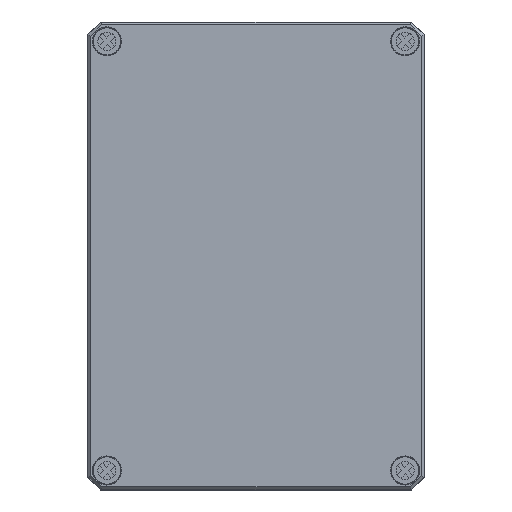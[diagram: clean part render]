
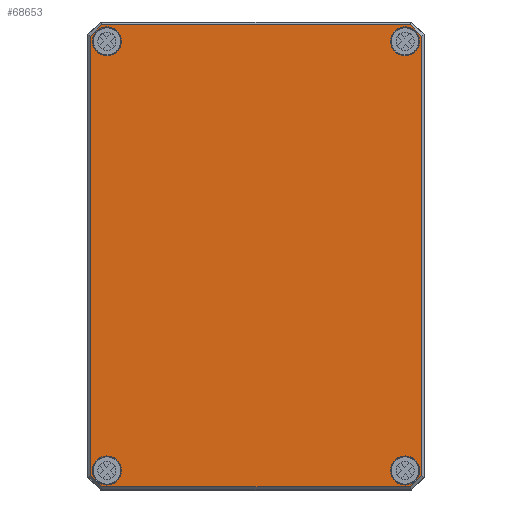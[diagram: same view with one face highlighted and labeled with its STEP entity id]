
A CAD part, top view. The second image highlights one B-rep face of the part: STEP entity #68653.
In plain terms, the highlighted planar face has unit normal (0, 0, 1).
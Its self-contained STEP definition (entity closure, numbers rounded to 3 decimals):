
#5038=FACE_BOUND('',#25290,.T.);
#5039=FACE_BOUND('',#25291,.T.);
#5040=FACE_BOUND('',#25292,.T.);
#5041=FACE_BOUND('',#25293,.T.);
#6440=PLANE('',#72929);
#11512=LINE('',#125002,#16819);
#11513=LINE('',#125004,#16820);
#11514=LINE('',#125006,#16821);
#11515=LINE('',#125008,#16822);
#11516=LINE('',#125010,#16823);
#11517=LINE('',#125012,#16824);
#11518=LINE('',#125014,#16825);
#11519=LINE('',#125015,#16826);
#16819=VECTOR('',#86281,10.);
#16820=VECTOR('',#86282,10.);
#16821=VECTOR('',#86283,10.);
#16822=VECTOR('',#86284,10.);
#16823=VECTOR('',#86285,10.);
#16824=VECTOR('',#86286,10.);
#16825=VECTOR('',#86287,10.);
#16826=VECTOR('',#86288,10.);
#21092=FACE_OUTER_BOUND('',#25289,.T.);
#25289=EDGE_LOOP('',(#63309,#63310,#63311,#63312,#63313,#63314,#63315,#63316));
#25290=EDGE_LOOP('',(#63317));
#25291=EDGE_LOOP('',(#63318));
#25292=EDGE_LOOP('',(#63319));
#25293=EDGE_LOOP('',(#63320));
#27290=CIRCLE('',#72927,5.599);
#27292=CIRCLE('',#72930,5.599);
#27293=CIRCLE('',#72931,5.599);
#27294=CIRCLE('',#72932,5.599);
#33811=VERTEX_POINT('',#124996);
#33812=VERTEX_POINT('',#125000);
#33813=VERTEX_POINT('',#125001);
#33814=VERTEX_POINT('',#125003);
#33815=VERTEX_POINT('',#125005);
#33816=VERTEX_POINT('',#125007);
#33817=VERTEX_POINT('',#125009);
#33818=VERTEX_POINT('',#125011);
#33819=VERTEX_POINT('',#125013);
#33820=VERTEX_POINT('',#125016);
#33821=VERTEX_POINT('',#125018);
#33822=VERTEX_POINT('',#125020);
#43699=EDGE_CURVE('',#33811,#33811,#27290,.T.);
#43701=EDGE_CURVE('',#33812,#33813,#11512,.T.);
#43702=EDGE_CURVE('',#33814,#33812,#11513,.T.);
#43703=EDGE_CURVE('',#33815,#33814,#11514,.T.);
#43704=EDGE_CURVE('',#33816,#33815,#11515,.T.);
#43705=EDGE_CURVE('',#33817,#33816,#11516,.T.);
#43706=EDGE_CURVE('',#33818,#33817,#11517,.T.);
#43707=EDGE_CURVE('',#33819,#33818,#11518,.T.);
#43708=EDGE_CURVE('',#33813,#33819,#11519,.T.);
#43709=EDGE_CURVE('',#33820,#33820,#27292,.T.);
#43710=EDGE_CURVE('',#33821,#33821,#27293,.T.);
#43711=EDGE_CURVE('',#33822,#33822,#27294,.T.);
#63309=ORIENTED_EDGE('',*,*,#43701,.F.);
#63310=ORIENTED_EDGE('',*,*,#43702,.F.);
#63311=ORIENTED_EDGE('',*,*,#43703,.F.);
#63312=ORIENTED_EDGE('',*,*,#43704,.F.);
#63313=ORIENTED_EDGE('',*,*,#43705,.F.);
#63314=ORIENTED_EDGE('',*,*,#43706,.F.);
#63315=ORIENTED_EDGE('',*,*,#43707,.F.);
#63316=ORIENTED_EDGE('',*,*,#43708,.F.);
#63317=ORIENTED_EDGE('',*,*,#43709,.F.);
#63318=ORIENTED_EDGE('',*,*,#43710,.F.);
#63319=ORIENTED_EDGE('',*,*,#43711,.F.);
#63320=ORIENTED_EDGE('',*,*,#43699,.F.);
#68653=ADVANCED_FACE('',(#21092,#5038,#5039,#5040,#5041),#6440,.T.);
#72927=AXIS2_PLACEMENT_3D('',#124997,#86275,#86276);
#72929=AXIS2_PLACEMENT_3D('',#124999,#86279,#86280);
#72930=AXIS2_PLACEMENT_3D('',#125017,#86289,#86290);
#72931=AXIS2_PLACEMENT_3D('',#125019,#86291,#86292);
#72932=AXIS2_PLACEMENT_3D('',#125021,#86293,#86294);
#86275=DIRECTION('center_axis',(0.,0.,1.));
#86276=DIRECTION('ref_axis',(-1.,0.,0.));
#86279=DIRECTION('center_axis',(0.,0.,1.));
#86280=DIRECTION('ref_axis',(1.,0.,0.));
#86281=DIRECTION('',(0.707,-0.707,0.));
#86282=DIRECTION('',(1.,0.,0.));
#86283=DIRECTION('',(0.707,0.707,0.));
#86284=DIRECTION('',(0.,1.,0.));
#86285=DIRECTION('',(-0.707,0.707,0.));
#86286=DIRECTION('',(-1.,0.,0.));
#86287=DIRECTION('',(-0.707,-0.707,0.));
#86288=DIRECTION('',(0.,-1.,0.));
#86289=DIRECTION('center_axis',(0.,0.,1.));
#86290=DIRECTION('ref_axis',(-1.,0.,0.));
#86291=DIRECTION('center_axis',(0.,0.,1.));
#86292=DIRECTION('ref_axis',(-1.,0.,0.));
#86293=DIRECTION('center_axis',(0.,0.,1.));
#86294=DIRECTION('ref_axis',(-1.,0.,0.));
#124996=CARTESIAN_POINT('',(63.099,-82.75,18.));
#124997=CARTESIAN_POINT('Origin',(57.5,-82.75,18.));
#124999=CARTESIAN_POINT('Origin',(0.,0.,
18.));
#125000=CARTESIAN_POINT('',(59.521,89.093,18.));
#125001=CARTESIAN_POINT('',(63.843,84.771,18.));
#125002=CARTESIAN_POINT('',(66.744,81.869,18.));
#125003=CARTESIAN_POINT('',(-59.521,89.093,18.));
#125004=CARTESIAN_POINT('',(-30.,89.093,18.));
#125005=CARTESIAN_POINT('',(-63.843,84.771,18.));
#125006=CARTESIAN_POINT('',(-69.244,79.369,18.));
#125007=CARTESIAN_POINT('',(-63.843,-84.771,18.));
#125008=CARTESIAN_POINT('',(-63.843,-42.625,18.));
#125009=CARTESIAN_POINT('',(-59.521,-89.093,18.));
#125010=CARTESIAN_POINT('',(-66.744,-81.869,18.));
#125011=CARTESIAN_POINT('',(59.521,-89.093,18.));
#125012=CARTESIAN_POINT('',(30.,-89.093,18.));
#125013=CARTESIAN_POINT('',(63.843,-84.771,18.));
#125014=CARTESIAN_POINT('',(69.244,-79.369,18.));
#125015=CARTESIAN_POINT('',(63.843,42.625,18.));
#125016=CARTESIAN_POINT('',(63.099,82.75,18.));
#125017=CARTESIAN_POINT('Origin',(57.5,82.75,18.));
#125018=CARTESIAN_POINT('',(-51.901,-82.75,18.));
#125019=CARTESIAN_POINT('Origin',(-57.5,-82.75,18.));
#125020=CARTESIAN_POINT('',(-51.901,82.75,18.));
#125021=CARTESIAN_POINT('Origin',(-57.5,82.75,18.));
